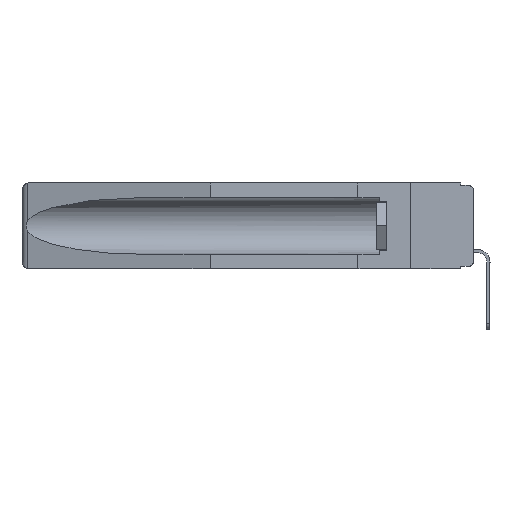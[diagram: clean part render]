
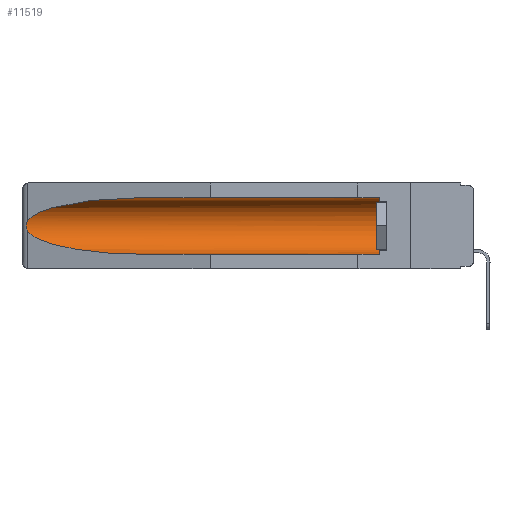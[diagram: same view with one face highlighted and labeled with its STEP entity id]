
A CAD part, left-side view. The second image highlights one B-rep face of the part: STEP entity #11519.
In plain terms, the highlighted cylindrical face has radius 2.857 mm (diameter 5.715 mm), a partial arc.
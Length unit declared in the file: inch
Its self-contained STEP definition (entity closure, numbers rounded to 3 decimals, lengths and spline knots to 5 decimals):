
#390 = CARTESIAN_POINT ( 'NONE',  ( 0.21114, 1.30732, -0.284 ) ) ;
#525 = CYLINDRICAL_SURFACE ( 'NONE', #15823, 0.1125 ) ;
#1927 = CARTESIAN_POINT ( 'NONE',  ( 0.26537, 1.52718, -0.14972 ) ) ;
#2501 = AXIS2_PLACEMENT_3D ( 'NONE', #10115, #17777, #13924 ) ;
#2587 = VECTOR ( 'NONE', #17863, 39.37008 ) ;
#3251 = CARTESIAN_POINT ( 'NONE',  ( 0.26597, 1.5296, -0.19026 ) ) ;
#3453 = ORIENTED_EDGE ( 'NONE', *, *, #23122, .T. ) ;
#3717 = LINE ( 'NONE', #11778, #2587 ) ;
#4989 = CARTESIAN_POINT ( 'NONE',  ( 0.2673, 1.53269, -0.17917 ) ) ;
#5007 = LINE ( 'NONE', #22819, #9886 ) ;
#6071 = EDGE_CURVE ( 'NONE', #8771, #19116, #5007, .T. ) ;
#6831 = CARTESIAN_POINT ( 'NONE',  ( 0.26537, 1.52718, -0.19328 ) ) ;
#7478 = ORIENTED_EDGE ( 'NONE', *, *, #25426, .T. ) ;
#7736 = CARTESIAN_POINT ( 'NONE',  ( 0.21114, 1.30732, -0.059 ) ) ;
#7956 = EDGE_CURVE ( 'NONE', #10841, #8667, #3717, .T. ) ;
#8091 = ORIENTED_EDGE ( 'NONE', *, *, #21662, .T. ) ;
#8598 = DIRECTION ( 'NONE',  ( 0., 0., 1. ) ) ;
#8667 = VERTEX_POINT ( 'NONE', #10917 ) ;
#8674 = EDGE_LOOP ( 'NONE', ( #3453, #9388, #7478, #20560, #8091, #8814 ) ) ;
#8771 = VERTEX_POINT ( 'NONE', #9605 ) ;
#8814 = ORIENTED_EDGE ( 'NONE', *, *, #7956, .T. ) ;
#9388 = ORIENTED_EDGE ( 'NONE', *, *, #12041, .T. ) ;
#9605 = CARTESIAN_POINT ( 'NONE',  ( 0.155, 0.126, -0.284 ) ) ;
#9886 = VECTOR ( 'NONE', #15023, 39.37008 ) ;
#10115 = CARTESIAN_POINT ( 'NONE',  ( 0.155, 0.126, -0.1715 ) ) ;
#10549 = VERTEX_POINT ( 'NONE', #20217 ) ;
#10567 = CARTESIAN_POINT ( 'NONE',  ( 0.25451, 1.48313, -0.24835 ) ) ;
#10841 = VERTEX_POINT ( 'NONE', #13270 ) ;
#10917 = CARTESIAN_POINT ( 'NONE',  ( 0.155, 1.07973, -0.059 ) ) ;
#10927 = CARTESIAN_POINT ( 'NONE',  ( 0.26655, 1.53094, -0.18657 ) ) ;
#11322 = CARTESIAN_POINT ( 'NONE',  ( 0.26537, 1.52718, -0.14972 ) ) ;
#11519 = ADVANCED_FACE ( 'NONE', ( #22300 ), #525, .F. ) ;
#11778 = CARTESIAN_POINT ( 'NONE',  ( 0.155, -0.30754, -0.059 ) ) ;
#12041 = EDGE_CURVE ( 'NONE', #24573, #10549, #18440, .T. ) ;
#13270 = CARTESIAN_POINT ( 'NONE',  ( 0.155, 0.126, -0.059 ) ) ;
#13307 = CARTESIAN_POINT ( 'NONE',  ( 0.26654, 1.53092, -0.15636 ) ) ;
#13924 = DIRECTION ( 'NONE',  ( 0., 0., 1. ) ) ;
#15023 = DIRECTION ( 'NONE',  ( 0., 1., 0. ) ) ;
#15823 = AXIS2_PLACEMENT_3D ( 'NONE', #16357, #16494, #8598 ) ;
#16357 = CARTESIAN_POINT ( 'NONE',  ( 0.155, -0.30754, -0.1715 ) ) ;
#16494 = DIRECTION ( 'NONE',  ( 0., 1., 0. ) ) ;
#17777 = DIRECTION ( 'NONE',  ( 0., -1., 0. ) ) ;
#17863 = DIRECTION ( 'NONE',  ( 0., 1., 0. ) ) ;
#18146 = CARTESIAN_POINT ( 'NONE',  ( 0.155, 1.07973, -0.059 ) ) ;
#18440 = B_SPLINE_CURVE_WITH_KNOTS ( 'NONE', 3,
 ( #11322, #21071, #13307, #25444, #24916, #21345, #4989, #10927, #3251, #6831 ),
 .UNSPECIFIED., .F., .F.,
 ( 4, 2, 2, 2, 4 ),
 ( 0., 0.00029, 0.00058, 0.00087, 0.00117 ),
 .UNSPECIFIED. ) ;
#19116 = VERTEX_POINT ( 'NONE', #25108 ) ;
#19212 =( BOUNDED_CURVE ( )  B_SPLINE_CURVE ( 3, ( #24812, #10567, #390, #22174 ),
 .UNSPECIFIED., .F., .F. ) 
 B_SPLINE_CURVE_WITH_KNOTS ( ( 4, 4 ),
 ( 0.1948, 1.5708 ),
 .UNSPECIFIED. ) 
 CURVE ( )  GEOMETRIC_REPRESENTATION_ITEM ( )  RATIONAL_B_SPLINE_CURVE ( ( 1., 0.848, 0.848, 1. ) ) 
 REPRESENTATION_ITEM ( '' )  );
#19735 = CARTESIAN_POINT ( 'NONE',  ( 0.25451, 1.48313, -0.09465 ) ) ;
#20217 = CARTESIAN_POINT ( 'NONE',  ( 0.26537, 1.52718, -0.19328 ) ) ;
#20560 = ORIENTED_EDGE ( 'NONE', *, *, #6071, .F. ) ;
#21071 = CARTESIAN_POINT ( 'NONE',  ( 0.26597, 1.52961, -0.15275 ) ) ;
#21345 = CARTESIAN_POINT ( 'NONE',  ( 0.2675, 1.53308, -0.17534 ) ) ;
#21662 = EDGE_CURVE ( 'NONE', #8771, #10841, #22749, .T. ) ;
#22174 = CARTESIAN_POINT ( 'NONE',  ( 0.155, 1.07973, -0.284 ) ) ;
#22300 = FACE_OUTER_BOUND ( 'NONE', #8674, .T. ) ;
#22749 = CIRCLE ( 'NONE', #2501, 0.1125 ) ;
#22819 = CARTESIAN_POINT ( 'NONE',  ( 0.155, -0.30754, -0.284 ) ) ;
#23122 = EDGE_CURVE ( 'NONE', #8667, #24573, #23450, .T. ) ;
#23450 =( BOUNDED_CURVE ( )  B_SPLINE_CURVE ( 3, ( #18146, #7736, #19735, #23834 ),
 .UNSPECIFIED., .F., .F. ) 
 B_SPLINE_CURVE_WITH_KNOTS ( ( 4, 4 ),
 ( 4.71239, 6.08839 ),
 .UNSPECIFIED. ) 
 CURVE ( )  GEOMETRIC_REPRESENTATION_ITEM ( )  RATIONAL_B_SPLINE_CURVE ( ( 1., 0.848, 0.848, 1. ) ) 
 REPRESENTATION_ITEM ( '' )  );
#23834 = CARTESIAN_POINT ( 'NONE',  ( 0.26537, 1.52718, -0.14972 ) ) ;
#24573 = VERTEX_POINT ( 'NONE', #1927 ) ;
#24812 = CARTESIAN_POINT ( 'NONE',  ( 0.26537, 1.52718, -0.19328 ) ) ;
#24916 = CARTESIAN_POINT ( 'NONE',  ( 0.2675, 1.53308, -0.16763 ) ) ;
#25108 = CARTESIAN_POINT ( 'NONE',  ( 0.155, 1.07973, -0.284 ) ) ;
#25426 = EDGE_CURVE ( 'NONE', #10549, #19116, #19212, .T. ) ;
#25444 = CARTESIAN_POINT ( 'NONE',  ( 0.2673, 1.5327, -0.16383 ) ) ;
